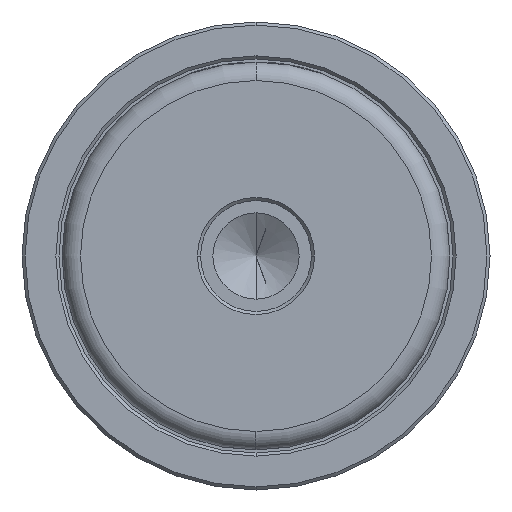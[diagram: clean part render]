
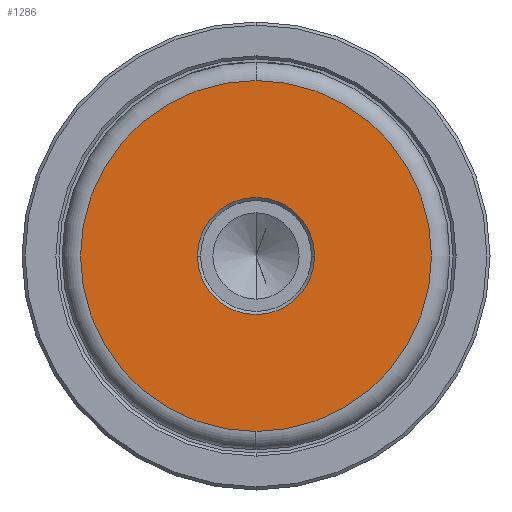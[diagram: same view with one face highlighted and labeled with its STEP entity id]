
A CAD part, left-side view. The second image highlights one B-rep face of the part: STEP entity #1286.
In plain terms, the highlighted planar face has unit normal (-1, 0, 0).
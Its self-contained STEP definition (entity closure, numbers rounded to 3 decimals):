
#45 = ORIENTED_EDGE ( 'NONE', *, *, #1308, .T. ) ;
#57 = CIRCLE ( 'NONE', #2210, 9.5 ) ;
#62 = CARTESIAN_POINT ( 'NONE',  ( 0., 0., 0. ) ) ;
#69 = CIRCLE ( 'NONE', #1194, 9.5 ) ;
#109 = DIRECTION ( 'NONE',  ( -1., 0., 0. ) ) ;
#116 = DIRECTION ( 'NONE',  ( 0., 0., 1. ) ) ;
#178 = AXIS2_PLACEMENT_3D ( 'NONE', #2560, #1321, #116 ) ;
#186 = CARTESIAN_POINT ( 'NONE',  ( 0., 0., 28.497 ) ) ;
#282 = EDGE_LOOP ( 'NONE', ( #2436, #1200 ) ) ;
#288 = ORIENTED_EDGE ( 'NONE', *, *, #1492, .T. ) ;
#330 = CARTESIAN_POINT ( 'NONE',  ( 0., 0., 0. ) ) ;
#365 = EDGE_CURVE ( 'NONE', #1616, #1010, #57, .T. ) ;
#367 = VERTEX_POINT ( 'NONE', #186 ) ;
#382 = CARTESIAN_POINT ( 'NONE',  ( 0., 0., 0. ) ) ;
#584 = DIRECTION ( 'NONE',  ( 0., 0., 1. ) ) ;
#620 = AXIS2_PLACEMENT_3D ( 'NONE', #62, #900, #2328 ) ;
#694 = FACE_OUTER_BOUND ( 'NONE', #2377, .T. ) ;
#700 = PLANE ( 'NONE',  #620 ) ;
#759 = AXIS2_PLACEMENT_3D ( 'NONE', #1312, #109, #1514 ) ;
#900 = DIRECTION ( 'NONE',  ( -1., 0., 0. ) ) ;
#1007 = CARTESIAN_POINT ( 'NONE',  ( 0., -9.5, 0. ) ) ;
#1010 = VERTEX_POINT ( 'NONE', #1007 ) ;
#1194 = AXIS2_PLACEMENT_3D ( 'NONE', #382, #1791, #584 ) ;
#1200 = ORIENTED_EDGE ( 'NONE', *, *, #365, .T. ) ;
#1221 = FACE_BOUND ( 'NONE', #282, .T. ) ;
#1286 = ADVANCED_FACE ( 'NONE', ( #1221, #694 ), #700, .T. ) ;
#1308 = EDGE_CURVE ( 'NONE', #2073, #367, #2199, .T. ) ;
#1312 = CARTESIAN_POINT ( 'NONE',  ( 0., 0., 0. ) ) ;
#1321 = DIRECTION ( 'NONE',  ( -1., 0., 0. ) ) ;
#1394 = DIRECTION ( 'NONE',  ( 0., 0., 1. ) ) ;
#1492 = EDGE_CURVE ( 'NONE', #367, #2073, #1582, .T. ) ;
#1514 = DIRECTION ( 'NONE',  ( 0., 0., 1. ) ) ;
#1548 = CARTESIAN_POINT ( 'NONE',  ( 0., 0., -28.497 ) ) ;
#1582 = CIRCLE ( 'NONE', #178, 28.497 ) ;
#1616 = VERTEX_POINT ( 'NONE', #2399 ) ;
#1791 = DIRECTION ( 'NONE',  ( 1., 0., 0. ) ) ;
#2073 = VERTEX_POINT ( 'NONE', #1548 ) ;
#2181 = EDGE_CURVE ( 'NONE', #1010, #1616, #69, .T. ) ;
#2199 = CIRCLE ( 'NONE', #759, 28.497 ) ;
#2210 = AXIS2_PLACEMENT_3D ( 'NONE', #330, #2640, #1394 ) ;
#2328 = DIRECTION ( 'NONE',  ( 0., 0., 1. ) ) ;
#2377 = EDGE_LOOP ( 'NONE', ( #288, #45 ) ) ;
#2399 = CARTESIAN_POINT ( 'NONE',  ( 0., 9.5, 0. ) ) ;
#2436 = ORIENTED_EDGE ( 'NONE', *, *, #2181, .T. ) ;
#2560 = CARTESIAN_POINT ( 'NONE',  ( 0., 0., 0. ) ) ;
#2640 = DIRECTION ( 'NONE',  ( 1., 0., 0. ) ) ;
